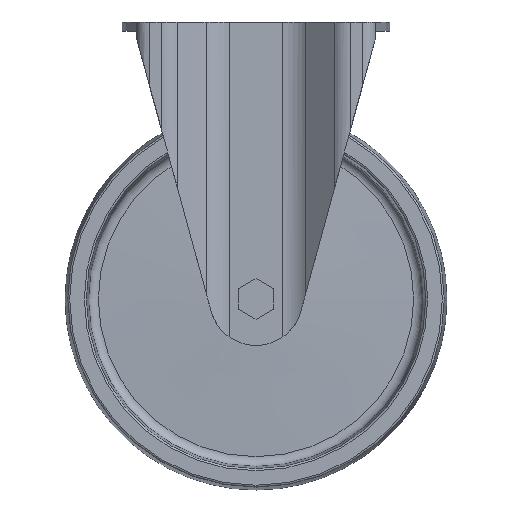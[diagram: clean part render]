
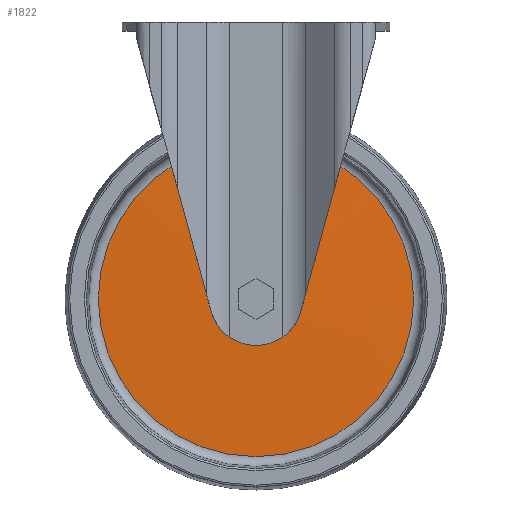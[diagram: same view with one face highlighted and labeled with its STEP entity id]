
A CAD part, top view. The second image highlights one B-rep face of the part: STEP entity #1822.
In plain terms, the highlighted conical face has half-angle 88 degrees and reference radius 82.543 mm.
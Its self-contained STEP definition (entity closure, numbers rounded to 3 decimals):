
#22=CONICAL_SURFACE('',#2016,82.543,1.536);
#893=ORIENTED_EDGE('',*,*,#1163,.T.);
#894=ORIENTED_EDGE('',*,*,#1162,.F.);
#1162=EDGE_CURVE('',#1338,#1338,#1410,.T.);
#1163=EDGE_CURVE('',#1339,#1339,#1411,.T.);
#1338=VERTEX_POINT('',#3121);
#1339=VERTEX_POINT('',#3124);
#1410=CIRCLE('',#2015,82.543);
#1411=CIRCLE('',#2017,23.724);
#1531=EDGE_LOOP('',(#893));
#1532=EDGE_LOOP('',(#894));
#1669=FACE_BOUND('',#1531,.T.);
#1670=FACE_BOUND('',#1532,.T.);
#1822=ADVANCED_FACE('',(#1669,#1670),#22,.T.);
#2015=AXIS2_PLACEMENT_3D('',#3120,#2528,#2529);
#2016=AXIS2_PLACEMENT_3D('',#3122,#2530,#2531);
#2017=AXIS2_PLACEMENT_3D('',#3123,#2532,#2533);
#2528=DIRECTION('',(0.,0.,-1.));
#2529=DIRECTION('',(-1.,0.,0.));
#2530=DIRECTION('',(0.,0.,-1.));
#2531=DIRECTION('',(-1.,0.,0.));
#2532=DIRECTION('',(0.,0.,-1.));
#2533=DIRECTION('',(-1.,0.,0.));
#3120=CARTESIAN_POINT('',(0.,0.,5.566));
#3121=CARTESIAN_POINT('',(-82.543,0.,5.566));
#3122=CARTESIAN_POINT('',(0.,0.,5.566));
#3123=CARTESIAN_POINT('',(0.,0.,7.62));
#3124=CARTESIAN_POINT('',(-23.724,0.,7.62));
